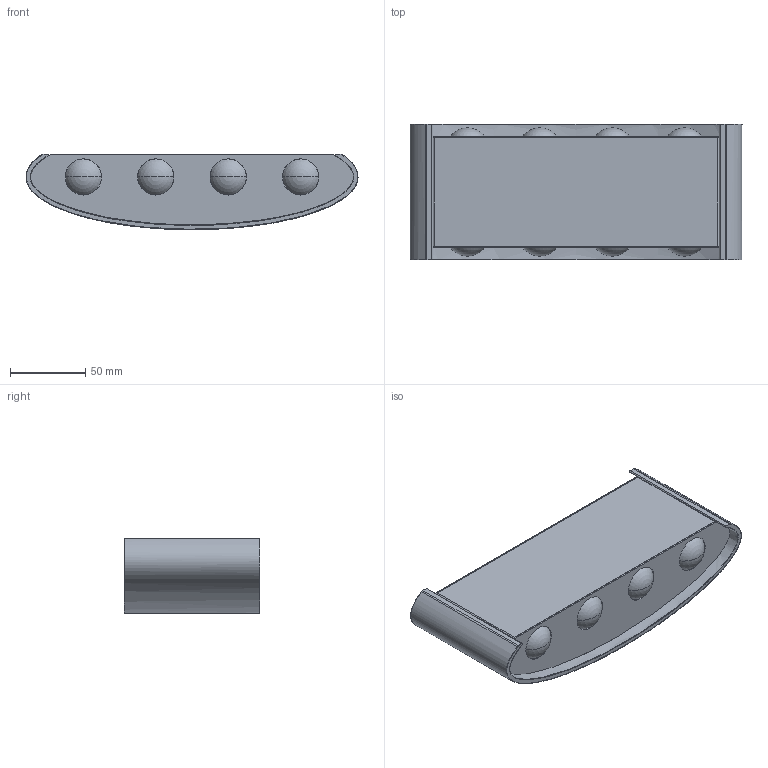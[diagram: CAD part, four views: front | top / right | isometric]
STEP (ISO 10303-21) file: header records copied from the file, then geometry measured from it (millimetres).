
FILE_DESCRIPTION((''),'2;1');
FILE_NAME('BD-002_ASM','2023-03-31T00:10:36',('Administrator'),(''),'CREO PARAMETRIC BY PTC INC, 2020053','CREO PARAMETRIC BY PTC INC, 2020053','');
FILE_SCHEMA(('CONFIG_CONTROL_DESIGN'));
Length unit declared in the file: millimetre
Products named in the file (5): BD-002-01; BD-002-02; BD-002-03; BD-002-04; BD-002_ASM
Assembly tree (12 placements, depth 2):
  BD-002_ASM
    BD-002-01
    BD-002-02  x2
    BD-002-03  x8
    BD-002-04
Bounding box: 219.99 x 90 x 49.95 mm (x, y, z)
Volume: 127578.5 mm3; surface area: 118383.9 mm2
Topology: 12 solids, 12 shells, 108 faces, 236 edges, 144 vertices
Faces by surface type: cylinder 40, plane 30, sphere 16, extrusion 10, torus 8, bspline 4
Entity records: 3644 total; most frequent: CARTESIAN_POINT 2304, DIRECTION 277, ORIENTED_EDGE 228, AXIS2_PLACEMENT_3D 115, EDGE_CURVE 114, VERTEX_POINT 71, EDGE_LOOP 61, CIRCLE 56
